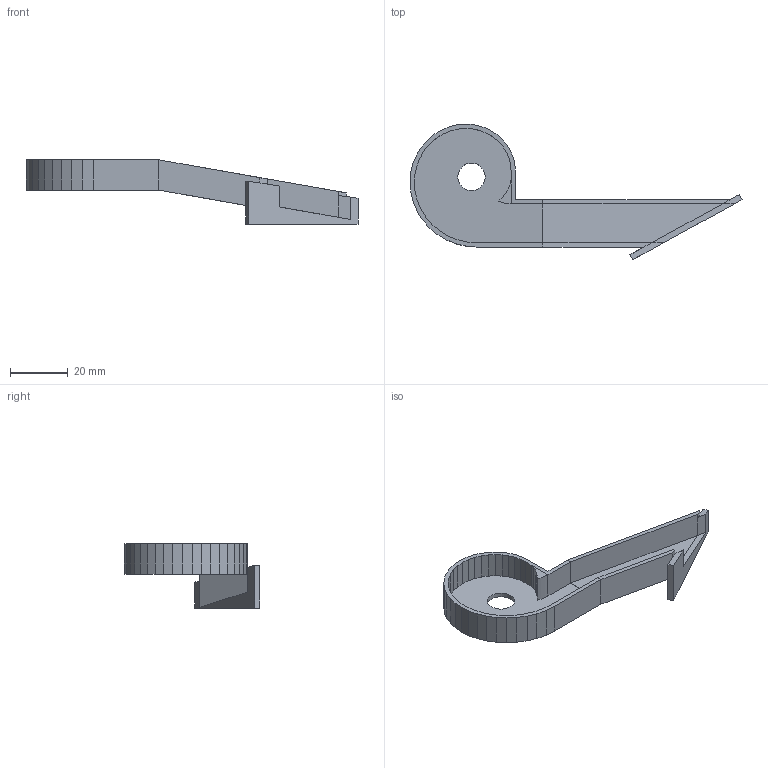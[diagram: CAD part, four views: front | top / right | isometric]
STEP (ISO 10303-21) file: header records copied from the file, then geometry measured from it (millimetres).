
FILE_DESCRIPTION(('FreeCAD Model'),'2;1');
FILE_NAME('Case-Bottom.step', '2015-10-04T21:10:42',('Author'),(''), 'Open CASCADE STEP processor 6.8','FreeCAD','Unknown');
FILE_SCHEMA(('AUTOMOTIVE_DESIGN_CC2 { 1 2 10303 214 -1 1 5 4 }'));
Length unit declared in the file: millimetre
Products named in the file (1): Case-Bottom
Bounding box: 115.15 x 47.07 x 22.32 mm (x, y, z)
Volume: 7230.6 mm3; surface area: 9902.5 mm2
Topology: 1 solids, 1 shells, 98 faces, 274 edges, 178 vertices
Faces by surface type: plane 96, cylinder 2
Full cylindrical faces by diameter (mm): 9.5 x1
Entity records: 6635 total; most frequent: CARTESIAN_POINT 1139, DIRECTION 994, LINE 786, VECTOR 786, ORIENTED_EDGE 548, PCURVE 548, DEFINITIONAL_REPRESENTATION 548, EDGE_CURVE 274
